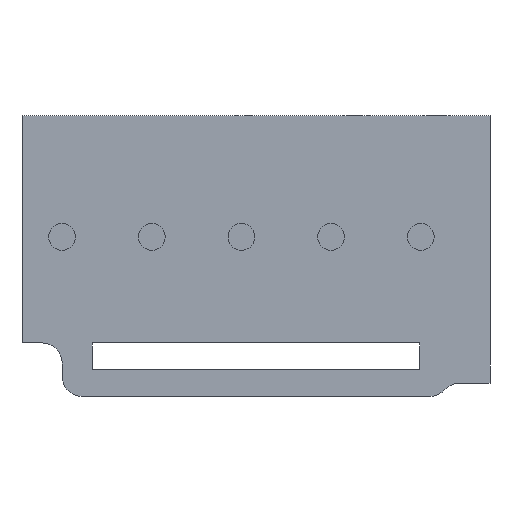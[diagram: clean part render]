
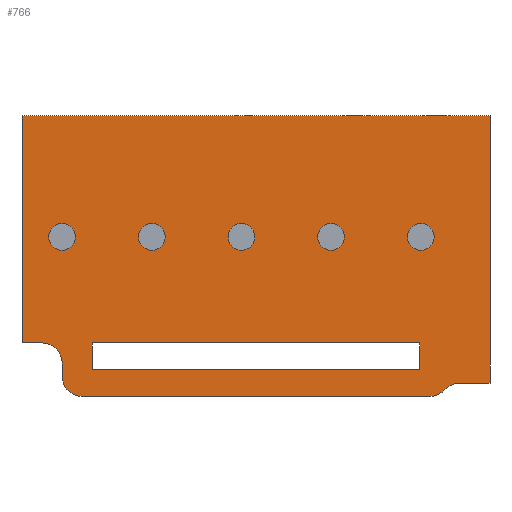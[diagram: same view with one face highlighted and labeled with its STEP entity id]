
A CAD part, front view. The second image highlights one B-rep face of the part: STEP entity #766.
In plain terms, the highlighted planar face has unit normal (0, -1, 0).
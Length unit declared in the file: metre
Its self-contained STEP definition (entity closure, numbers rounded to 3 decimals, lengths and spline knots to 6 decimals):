
#21=CIRCLE('',#807,0.001);
#23=CIRCLE('',#810,0.001);
#25=CIRCLE('',#813,0.001);
#27=CIRCLE('',#816,0.001);
#29=CIRCLE('',#819,0.001);
#34=CIRCLE('',#835,0.0015);
#35=CIRCLE('',#836,0.0015);
#36=CIRCLE('',#837,0.0015);
#37=CIRCLE('',#838,0.0015);
#108=ORIENTED_EDGE('',*,*,#260,.F.);
#109=ORIENTED_EDGE('',*,*,#262,.F.);
#110=ORIENTED_EDGE('',*,*,#264,.F.);
#111=ORIENTED_EDGE('',*,*,#266,.F.);
#112=ORIENTED_EDGE('',*,*,#268,.F.);
#113=ORIENTED_EDGE('',*,*,#295,.F.);
#114=ORIENTED_EDGE('',*,*,#296,.F.);
#115=ORIENTED_EDGE('',*,*,#297,.F.);
#116=ORIENTED_EDGE('',*,*,#298,.F.);
#117=ORIENTED_EDGE('',*,*,#299,.F.);
#118=ORIENTED_EDGE('',*,*,#300,.F.);
#119=ORIENTED_EDGE('',*,*,#301,.F.);
#120=ORIENTED_EDGE('',*,*,#302,.F.);
#121=ORIENTED_EDGE('',*,*,#303,.F.);
#122=ORIENTED_EDGE('',*,*,#304,.F.);
#123=ORIENTED_EDGE('',*,*,#305,.F.);
#124=ORIENTED_EDGE('',*,*,#306,.F.);
#125=ORIENTED_EDGE('',*,*,#307,.F.);
#126=ORIENTED_EDGE('',*,*,#308,.F.);
#127=ORIENTED_EDGE('',*,*,#309,.F.);
#260=EDGE_CURVE('',#361,#361,#21,.T.);
#262=EDGE_CURVE('',#363,#363,#23,.T.);
#264=EDGE_CURVE('',#365,#365,#25,.T.);
#266=EDGE_CURVE('',#367,#367,#27,.T.);
#268=EDGE_CURVE('',#369,#369,#29,.T.);
#295=EDGE_CURVE('',#390,#391,#454,.T.);
#296=EDGE_CURVE('',#392,#390,#455,.T.);
#297=EDGE_CURVE('',#393,#392,#456,.T.);
#298=EDGE_CURVE('',#391,#393,#457,.T.);
#299=EDGE_CURVE('',#394,#395,#458,.T.);
#300=EDGE_CURVE('',#396,#394,#459,.T.);
#301=EDGE_CURVE('',#397,#396,#460,.T.);
#302=EDGE_CURVE('',#398,#397,#461,.T.);
#303=EDGE_CURVE('',#399,#398,#462,.T.);
#304=EDGE_CURVE('',#400,#399,#34,.T.);
#305=EDGE_CURVE('',#401,#400,#463,.T.);
#306=EDGE_CURVE('',#402,#401,#35,.T.);
#307=EDGE_CURVE('',#403,#402,#464,.T.);
#308=EDGE_CURVE('',#404,#403,#36,.T.);
#309=EDGE_CURVE('',#395,#404,#37,.T.);
#361=VERTEX_POINT('',#1088);
#363=VERTEX_POINT('',#1093);
#365=VERTEX_POINT('',#1098);
#367=VERTEX_POINT('',#1103);
#369=VERTEX_POINT('',#1108);
#390=VERTEX_POINT('',#1167);
#391=VERTEX_POINT('',#1168);
#392=VERTEX_POINT('',#1170);
#393=VERTEX_POINT('',#1172);
#394=VERTEX_POINT('',#1175);
#395=VERTEX_POINT('',#1176);
#396=VERTEX_POINT('',#1178);
#397=VERTEX_POINT('',#1180);
#398=VERTEX_POINT('',#1182);
#399=VERTEX_POINT('',#1184);
#400=VERTEX_POINT('',#1186);
#401=VERTEX_POINT('',#1188);
#402=VERTEX_POINT('',#1190);
#403=VERTEX_POINT('',#1192);
#404=VERTEX_POINT('',#1194);
#454=LINE('',#1166,#533);
#455=LINE('',#1169,#534);
#456=LINE('',#1171,#535);
#457=LINE('',#1173,#536);
#458=LINE('',#1174,#537);
#459=LINE('',#1177,#538);
#460=LINE('',#1179,#539);
#461=LINE('',#1181,#540);
#462=LINE('',#1183,#541);
#463=LINE('',#1187,#542);
#464=LINE('',#1191,#543);
#533=VECTOR('',#957,1.);
#534=VECTOR('',#958,1.);
#535=VECTOR('',#959,1.);
#536=VECTOR('',#960,1.);
#537=VECTOR('',#961,1.);
#538=VECTOR('',#962,1.);
#539=VECTOR('',#963,1.);
#540=VECTOR('',#964,1.);
#541=VECTOR('',#965,1.);
#542=VECTOR('',#968,1.);
#543=VECTOR('',#971,1.);
#614=EDGE_LOOP('',(#108));
#615=EDGE_LOOP('',(#109));
#616=EDGE_LOOP('',(#110));
#617=EDGE_LOOP('',(#111));
#618=EDGE_LOOP('',(#112));
#619=EDGE_LOOP('',(#113,#114,#115,#116));
#620=EDGE_LOOP('',(#117,#118,#119,#120,#121,#122,#123,#124,#125,#126,#127));
#681=FACE_BOUND('',#614,.T.);
#682=FACE_BOUND('',#615,.T.);
#683=FACE_BOUND('',#616,.T.);
#684=FACE_BOUND('',#617,.T.);
#685=FACE_BOUND('',#618,.T.);
#686=FACE_BOUND('',#619,.T.);
#687=FACE_BOUND('',#620,.T.);
#729=PLANE('',#834);
#766=ADVANCED_FACE('',(#681,#682,#683,#684,#685,#686,#687),#729,.F.);
#807=AXIS2_PLACEMENT_3D('',#1087,#879,#880);
#810=AXIS2_PLACEMENT_3D('',#1092,#885,#886);
#813=AXIS2_PLACEMENT_3D('',#1097,#891,#892);
#816=AXIS2_PLACEMENT_3D('',#1102,#897,#898);
#819=AXIS2_PLACEMENT_3D('',#1107,#903,#904);
#834=AXIS2_PLACEMENT_3D('',#1165,#955,#956);
#835=AXIS2_PLACEMENT_3D('',#1185,#966,#967);
#836=AXIS2_PLACEMENT_3D('',#1189,#969,#970);
#837=AXIS2_PLACEMENT_3D('',#1193,#972,#973);
#838=AXIS2_PLACEMENT_3D('',#1195,#974,#975);
#879=DIRECTION('',(0.,-1.,0.));
#880=DIRECTION('',(1.,0.,0.));
#885=DIRECTION('',(0.,-1.,0.));
#886=DIRECTION('',(1.,0.,0.));
#891=DIRECTION('',(0.,-1.,0.));
#892=DIRECTION('',(1.,0.,0.));
#897=DIRECTION('',(0.,-1.,0.));
#898=DIRECTION('',(1.,0.,0.));
#903=DIRECTION('',(0.,-1.,0.));
#904=DIRECTION('',(1.,0.,0.));
#955=DIRECTION('',(0.,1.,0.));
#956=DIRECTION('',(0.,0.,1.));
#957=DIRECTION('',(0.,0.,1.));
#958=DIRECTION('',(1.,0.,0.));
#959=DIRECTION('',(0.,0.,-1.));
#960=DIRECTION('',(-1.,0.,0.));
#961=DIRECTION('',(-1.,0.,0.));
#962=DIRECTION('',(0.,0.,-1.));
#963=DIRECTION('',(1.,0.,0.));
#964=DIRECTION('',(0.,0.,1.));
#965=DIRECTION('',(-1.,0.,0.));
#966=DIRECTION('',(0.,-1.,0.));
#967=DIRECTION('',(0.,0.,-1.));
#968=DIRECTION('',(0.,0.,1.));
#969=DIRECTION('',(0.,1.,0.));
#970=DIRECTION('',(0.,0.,-1.));
#971=DIRECTION('',(-1.,0.,0.));
#972=DIRECTION('',(0.,1.,0.));
#973=DIRECTION('',(1.,0.,0.));
#974=DIRECTION('',(0.,-1.,0.));
#975=DIRECTION('',(-0.408,0.,0.913));
#1087=CARTESIAN_POINT('',(0.031698,-0.007,-0.005626));
#1088=CARTESIAN_POINT('',(0.032698,-0.007,-0.005626));
#1092=CARTESIAN_POINT('',(0.024993,-0.007,-0.005626));
#1093=CARTESIAN_POINT('',(0.025993,-0.007,-0.005626));
#1097=CARTESIAN_POINT('',(0.018288,-0.007,-0.005626));
#1098=CARTESIAN_POINT('',(0.019288,-0.007,-0.005626));
#1102=CARTESIAN_POINT('',(0.011583,-0.007,-0.005626));
#1103=CARTESIAN_POINT('',(0.012583,-0.007,-0.005626));
#1107=CARTESIAN_POINT('',(0.004878,-0.007,-0.005626));
#1108=CARTESIAN_POINT('',(0.005878,-0.007,-0.005626));
#1165=CARTESIAN_POINT('',(0.019378,-0.007,-0.007059));
#1166=CARTESIAN_POINT('',(0.031628,-0.007,-0.015559));
#1167=CARTESIAN_POINT('',(0.031628,-0.007,-0.015559));
#1168=CARTESIAN_POINT('',(0.031628,-0.007,-0.013559));
#1169=CARTESIAN_POINT('',(0.007128,-0.007,-0.015559));
#1170=CARTESIAN_POINT('',(0.007128,-0.007,-0.015559));
#1171=CARTESIAN_POINT('',(0.007128,-0.007,-0.013559));
#1172=CARTESIAN_POINT('',(0.007128,-0.007,-0.013559));
#1173=CARTESIAN_POINT('',(0.003378,-0.007,-0.013559));
#1174=CARTESIAN_POINT('',(0.028128,-0.007,-0.016559));
#1175=CARTESIAN_POINT('',(0.036878,-0.007,-0.016559));
#1176=CARTESIAN_POINT('',(0.034614,-0.007,-0.016559));
#1177=CARTESIAN_POINT('',(0.036878,-0.007,0.003442));
#1178=CARTESIAN_POINT('',(0.036878,-0.007,0.003442));
#1179=CARTESIAN_POINT('',(0.001878,-0.007,0.003442));
#1180=CARTESIAN_POINT('',(0.001878,-0.007,0.003442));
#1181=CARTESIAN_POINT('',(0.001878,-0.007,-0.013559));
#1182=CARTESIAN_POINT('',(0.001878,-0.007,-0.013559));
#1183=CARTESIAN_POINT('',(0.003378,-0.007,-0.013559));
#1184=CARTESIAN_POINT('',(0.003378,-0.007,-0.013559));
#1185=CARTESIAN_POINT('',(0.003378,-0.007,-0.015059));
#1186=CARTESIAN_POINT('',(0.004878,-0.007,-0.015059));
#1187=CARTESIAN_POINT('',(0.004878,-0.007,-0.016059));
#1188=CARTESIAN_POINT('',(0.004878,-0.007,-0.016059));
#1189=CARTESIAN_POINT('',(0.006378,-0.007,-0.016059));
#1190=CARTESIAN_POINT('',(0.006378,-0.007,-0.017559));
#1191=CARTESIAN_POINT('',(0.032378,-0.007,-0.017559));
#1192=CARTESIAN_POINT('',(0.032378,-0.007,-0.017559));
#1193=CARTESIAN_POINT('',(0.032378,-0.007,-0.016059));
#1194=CARTESIAN_POINT('',(0.033496,-0.007,-0.017059));
#1195=CARTESIAN_POINT('',(0.034614,-0.007,-0.018059));
